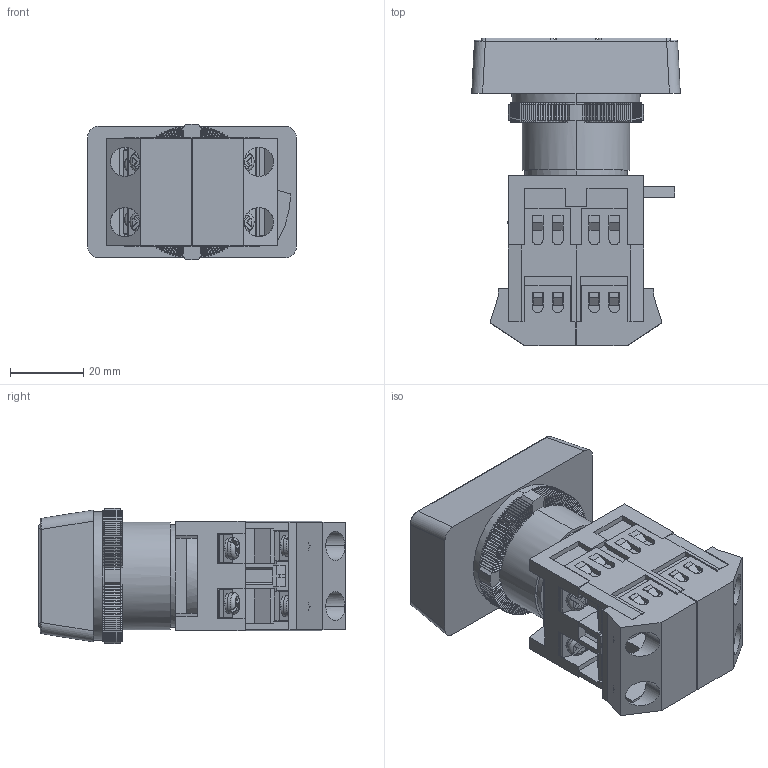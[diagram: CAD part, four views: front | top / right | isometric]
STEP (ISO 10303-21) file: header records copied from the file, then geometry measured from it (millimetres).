
FILE_DESCRIPTION (( 'STEP AP214' ), '1' );
FILE_NAME ('BBD21-PPBB-K51 Êíîïêà ÐPÂÂ-30N Ïóñê-Ñòîï d30ìì íåîí_240Â 1ç+1ð ÈÝÊ.STEP', '2017-11-01T11:47:06', ( '' ), ( '' ), 'SwSTEP 2.0', 'SolidWorks 2014', '' );
FILE_SCHEMA (( 'AUTOMOTIVE_DESIGN' ));
Length unit declared in the file: millimetre
Products named in the file (1): BBD21-PPBB-K51 Êíîïêà ÐPÂÂ-30N Ïóñê-Ñòîï d30ìì íåîí_240Â 1ç+1ð ÈÝÊ
Bounding box: 57 x 84 x 36.99 mm (x, y, z)
Volume: 80722.8 mm3; surface area: 35899.9 mm2
Topology: 5 solids, 5 shells, 2457 faces, 7370 edges, 4731 vertices
Faces by surface type: plane 2142, cylinder 237, bspline 50, torus 24, sphere 4
Entity records: 84893 total; most frequent: CARTESIAN_POINT 19041, ORIENTED_EDGE 14732, DIRECTION 12977, EDGE_CURVE 7366, VECTOR 5251, LINE 5251, VERTEX_POINT 4731, AXIS2_PLACEMENT_3D 3863
